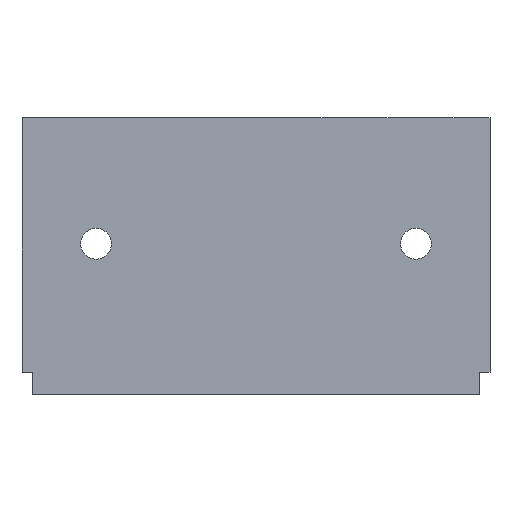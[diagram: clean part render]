
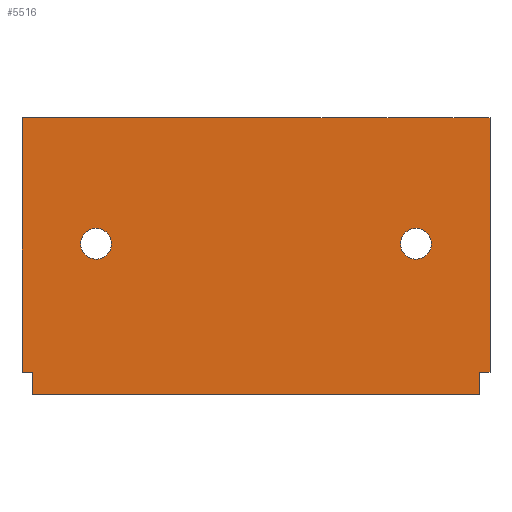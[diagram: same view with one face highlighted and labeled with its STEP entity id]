
A CAD part, front view. The second image highlights one B-rep face of the part: STEP entity #5516.
In plain terms, the highlighted planar face has unit normal (0, -1, 0).
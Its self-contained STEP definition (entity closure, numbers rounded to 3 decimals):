
#10 = DIRECTION ( 'NONE',  ( -1., 0., 0. ) ) ;
#51 = CARTESIAN_POINT ( 'NONE',  ( 35.45, 0., 0. ) ) ;
#147 = VECTOR ( 'NONE', #2920, 1000. ) ;
#162 = LINE ( 'NONE', #2791, #147 ) ;
#217 = VERTEX_POINT ( 'NONE', #6836 ) ;
#218 = EDGE_CURVE ( 'NONE', #6931, #7478, #5297, .T. ) ;
#369 = VECTOR ( 'NONE', #2954, 1000. ) ;
#415 = CARTESIAN_POINT ( 'NONE',  ( 35.45, 0., -22. ) ) ;
#424 = DIRECTION ( 'NONE',  ( -1., 0., 0. ) ) ;
#458 = CARTESIAN_POINT ( 'NONE',  ( 5.025, 0., -11.255 ) ) ;
#590 = CARTESIAN_POINT ( 'NONE',  ( 35.45, 0., -22. ) ) ;
#659 = EDGE_CURVE ( 'NONE', #7478, #6931, #4563, .T. ) ;
#686 = CARTESIAN_POINT ( 'NONE',  ( 36.31, 0., 0. ) ) ;
#727 = EDGE_CURVE ( 'NONE', #4777, #217, #4034, .T. ) ;
#735 = EDGE_LOOP ( 'NONE', ( #3552, #3639 ) ) ;
#878 = EDGE_LOOP ( 'NONE', ( #3797, #3847, #3857, #3909, #3939, #4043, #4115, #4190 ) ) ;
#1021 = EDGE_LOOP ( 'NONE', ( #3701, #3754 ) ) ;
#1053 = EDGE_CURVE ( 'NONE', #217, #5607, #7058, .T. ) ;
#1138 = CARTESIAN_POINT ( 'NONE',  ( 0., 0., -22. ) ) ;
#1332 = DIRECTION ( 'NONE',  ( 0., 0., 1. ) ) ;
#1544 = VERTEX_POINT ( 'NONE', #4636 ) ;
#1649 = DIRECTION ( 'NONE',  ( 0., -1., 0. ) ) ;
#1655 = EDGE_CURVE ( 'NONE', #4998, #3093, #5455, .T. ) ;
#1783 = VERTEX_POINT ( 'NONE', #2942 ) ;
#1784 = VECTOR ( 'NONE', #424, 1000. ) ;
#1791 = LINE ( 'NONE', #415, #1784 ) ;
#1796 = EDGE_CURVE ( 'NONE', #6283, #5631, #8095, .T. ) ;
#1862 = CIRCLE ( 'NONE', #6846, 1.225 ) ;
#1881 = DIRECTION ( 'NONE',  ( 0., -1., 0. ) ) ;
#1888 = CARTESIAN_POINT ( 'NONE',  ( 5.025, 0., -10.03 ) ) ;
#1907 = DIRECTION ( 'NONE',  ( 0., 0., 1. ) ) ;
#2041 = CARTESIAN_POINT ( 'NONE',  ( 35.45, 0., 0. ) ) ;
#2150 = CARTESIAN_POINT ( 'NONE',  ( 30.425, 0., -10.03 ) ) ;
#2179 = EDGE_CURVE ( 'NONE', #5607, #5631, #1791, .T. ) ;
#2416 = CARTESIAN_POINT ( 'NONE',  ( 36.31, 0., -20.25 ) ) ;
#2569 = VERTEX_POINT ( 'NONE', #686 ) ;
#2791 = CARTESIAN_POINT ( 'NONE',  ( -0.86, 0., -20.25 ) ) ;
#2810 = CARTESIAN_POINT ( 'NONE',  ( 0., 0., 0. ) ) ;
#2843 = DIRECTION ( 'NONE',  ( 0., 0., -1. ) ) ;
#2886 = EDGE_CURVE ( 'NONE', #1544, #6283, #6816, .T. ) ;
#2920 = DIRECTION ( 'NONE',  ( 0., 0., 1. ) ) ;
#2942 = CARTESIAN_POINT ( 'NONE',  ( -0.86, 0., 0. ) ) ;
#2954 = DIRECTION ( 'NONE',  ( -1., 0., 0. ) ) ;
#3044 = CARTESIAN_POINT ( 'NONE',  ( 36.31, 0., -20.25 ) ) ;
#3093 = VERTEX_POINT ( 'NONE', #6715 ) ;
#3212 = CARTESIAN_POINT ( 'NONE',  ( 0., 0., -20.25 ) ) ;
#3488 = DIRECTION ( 'NONE',  ( 0., -1., 0. ) ) ;
#3551 = CARTESIAN_POINT ( 'NONE',  ( 30.425, 0., -10.03 ) ) ;
#3552 = ORIENTED_EDGE ( 'NONE', *, *, #4353, .F. ) ;
#3639 = ORIENTED_EDGE ( 'NONE', *, *, #1655, .F. ) ;
#3701 = ORIENTED_EDGE ( 'NONE', *, *, #659, .F. ) ;
#3754 = ORIENTED_EDGE ( 'NONE', *, *, #218, .F. ) ;
#3797 = ORIENTED_EDGE ( 'NONE', *, *, #8072, .T. ) ;
#3847 = ORIENTED_EDGE ( 'NONE', *, *, #4934, .F. ) ;
#3857 = ORIENTED_EDGE ( 'NONE', *, *, #2886, .T. ) ;
#3909 = ORIENTED_EDGE ( 'NONE', *, *, #1796, .T. ) ;
#3939 = ORIENTED_EDGE ( 'NONE', *, *, #2179, .F. ) ;
#4024 = DIRECTION ( 'NONE',  ( 0., 0., 1. ) ) ;
#4034 = LINE ( 'NONE', #3044, #369 ) ;
#4043 = ORIENTED_EDGE ( 'NONE', *, *, #1053, .F. ) ;
#4045 = VECTOR ( 'NONE', #10, 1000. ) ;
#4056 = LINE ( 'NONE', #51, #4045 ) ;
#4115 = ORIENTED_EDGE ( 'NONE', *, *, #727, .F. ) ;
#4122 = DIRECTION ( 'NONE',  ( 0., 0., -1. ) ) ;
#4190 = ORIENTED_EDGE ( 'NONE', *, *, #6081, .F. ) ;
#4353 = EDGE_CURVE ( 'NONE', #3093, #4998, #1862, .T. ) ;
#4424 = AXIS2_PLACEMENT_3D ( 'NONE', #7986, #8034, #7497 ) ;
#4563 = CIRCLE ( 'NONE', #5780, 1.225 ) ;
#4636 = CARTESIAN_POINT ( 'NONE',  ( -0.86, 0., -20.25 ) ) ;
#4777 = VERTEX_POINT ( 'NONE', #2416 ) ;
#4934 = EDGE_CURVE ( 'NONE', #1544, #1783, #162, .T. ) ;
#4998 = VERTEX_POINT ( 'NONE', #6097 ) ;
#5297 = CIRCLE ( 'NONE', #7746, 1.225 ) ;
#5411 = CARTESIAN_POINT ( 'NONE',  ( -0.86, 0., -20.25 ) ) ;
#5438 = DIRECTION ( 'NONE',  ( 1., 0., 0. ) ) ;
#5455 = CIRCLE ( 'NONE', #6794, 1.225 ) ;
#5516 = ADVANCED_FACE ( 'NONE', ( #8030, #7973, #7965 ), #8093, .F. ) ;
#5590 = VECTOR ( 'NONE', #2843, 1000. ) ;
#5607 = VERTEX_POINT ( 'NONE', #590 ) ;
#5631 = VERTEX_POINT ( 'NONE', #1138 ) ;
#5652 = CARTESIAN_POINT ( 'NONE',  ( 5.025, 0., -8.805 ) ) ;
#5780 = AXIS2_PLACEMENT_3D ( 'NONE', #1888, #1881, #1907 ) ;
#5891 = DIRECTION ( 'NONE',  ( 0., 0., -1. ) ) ;
#6081 = EDGE_CURVE ( 'NONE', #2569, #4777, #7135, .T. ) ;
#6097 = CARTESIAN_POINT ( 'NONE',  ( 30.425, 0., -11.255 ) ) ;
#6283 = VERTEX_POINT ( 'NONE', #3212 ) ;
#6715 = CARTESIAN_POINT ( 'NONE',  ( 30.425, 0., -8.805 ) ) ;
#6794 = AXIS2_PLACEMENT_3D ( 'NONE', #2150, #1649, #1332 ) ;
#6816 = LINE ( 'NONE', #5411, #6873 ) ;
#6836 = CARTESIAN_POINT ( 'NONE',  ( 35.45, 0., -20.25 ) ) ;
#6846 = AXIS2_PLACEMENT_3D ( 'NONE', #3551, #3488, #4024 ) ;
#6873 = VECTOR ( 'NONE', #5438, 1000. ) ;
#6881 = CARTESIAN_POINT ( 'NONE',  ( 5.025, 0., -10.03 ) ) ;
#6882 = CARTESIAN_POINT ( 'NONE',  ( 36.31, 0., 0. ) ) ;
#6901 = DIRECTION ( 'NONE',  ( 0., -1., 0. ) ) ;
#6904 = DIRECTION ( 'NONE',  ( 0., 0., 1. ) ) ;
#6931 = VERTEX_POINT ( 'NONE', #458 ) ;
#7058 = LINE ( 'NONE', #2041, #7649 ) ;
#7127 = VECTOR ( 'NONE', #5891, 1000. ) ;
#7135 = LINE ( 'NONE', #6882, #7127 ) ;
#7478 = VERTEX_POINT ( 'NONE', #5652 ) ;
#7497 = DIRECTION ( 'NONE',  ( 0., 0., 1. ) ) ;
#7649 = VECTOR ( 'NONE', #4122, 1000. ) ;
#7746 = AXIS2_PLACEMENT_3D ( 'NONE', #6881, #6901, #6904 ) ;
#7965 = FACE_OUTER_BOUND ( 'NONE', #878, .T. ) ;
#7973 = FACE_BOUND ( 'NONE', #1021, .T. ) ;
#7986 = CARTESIAN_POINT ( 'NONE',  ( 35.45, 0., 0. ) ) ;
#8030 = FACE_BOUND ( 'NONE', #735, .T. ) ;
#8034 = DIRECTION ( 'NONE',  ( 0., 1., 0. ) ) ;
#8072 = EDGE_CURVE ( 'NONE', #2569, #1783, #4056, .T. ) ;
#8093 = PLANE ( 'NONE',  #4424 ) ;
#8095 = LINE ( 'NONE', #2810, #5590 ) ;
